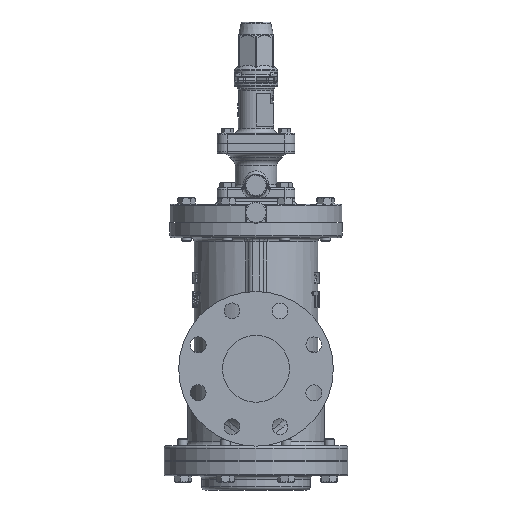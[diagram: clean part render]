
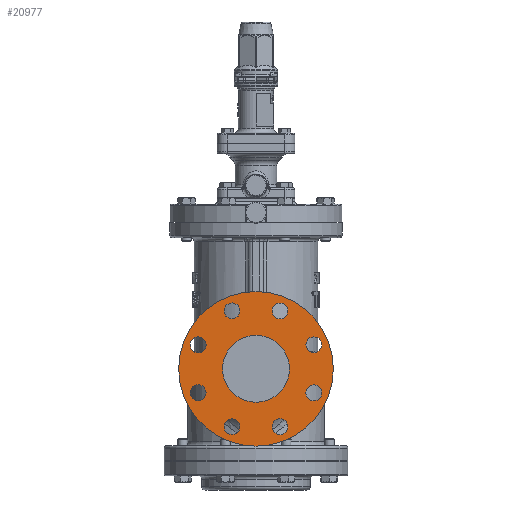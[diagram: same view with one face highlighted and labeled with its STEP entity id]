
A CAD part, left-side view. The second image highlights one B-rep face of the part: STEP entity #20977.
In plain terms, the highlighted planar face has unit normal (-1, 0, 0).
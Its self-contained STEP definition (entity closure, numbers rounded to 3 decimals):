
#769=PLANE('',#22367);
#1852=FACE_BOUND('',#3385,.T.);
#1853=FACE_BOUND('',#3386,.T.);
#1854=FACE_BOUND('',#3387,.T.);
#1855=FACE_BOUND('',#3388,.T.);
#1856=FACE_BOUND('',#3389,.T.);
#1857=FACE_BOUND('',#3390,.T.);
#1858=FACE_BOUND('',#3391,.T.);
#1859=FACE_BOUND('',#3392,.T.);
#1860=FACE_BOUND('',#3393,.T.);
#2043=FACE_OUTER_BOUND('',#3384,.T.);
#3384=EDGE_LOOP('',(#13335));
#3385=EDGE_LOOP('',(#13336));
#3386=EDGE_LOOP('',(#13337));
#3387=EDGE_LOOP('',(#13338));
#3388=EDGE_LOOP('',(#13339));
#3389=EDGE_LOOP('',(#13340));
#3390=EDGE_LOOP('',(#13341));
#3391=EDGE_LOOP('',(#13342));
#3392=EDGE_LOOP('',(#13343));
#3393=EDGE_LOOP('',(#13344));
#4829=CIRCLE('',#22303,92.5);
#4858=CIRCLE('',#22348,40.);
#4860=CIRCLE('',#22352,9.5);
#4861=CIRCLE('',#22354,9.5);
#4862=CIRCLE('',#22356,9.5);
#4863=CIRCLE('',#22358,9.5);
#4864=CIRCLE('',#22360,9.5);
#4865=CIRCLE('',#22362,9.5);
#4866=CIRCLE('',#22364,9.5);
#4867=CIRCLE('',#22366,9.5);
#8171=VERTEX_POINT('',#30741);
#8226=VERTEX_POINT('',#31277);
#8228=VERTEX_POINT('',#31284);
#8229=VERTEX_POINT('',#31288);
#8230=VERTEX_POINT('',#31292);
#8231=VERTEX_POINT('',#31296);
#8232=VERTEX_POINT('',#31300);
#8233=VERTEX_POINT('',#31304);
#8234=VERTEX_POINT('',#31308);
#8235=VERTEX_POINT('',#31312);
#10061=EDGE_CURVE('',#8171,#8171,#4829,.T.);
#10138=EDGE_CURVE('',#8226,#8226,#4858,.T.);
#10141=EDGE_CURVE('',#8228,#8228,#4860,.T.);
#10143=EDGE_CURVE('',#8229,#8229,#4861,.T.);
#10145=EDGE_CURVE('',#8230,#8230,#4862,.T.);
#10147=EDGE_CURVE('',#8231,#8231,#4863,.T.);
#10149=EDGE_CURVE('',#8232,#8232,#4864,.T.);
#10151=EDGE_CURVE('',#8233,#8233,#4865,.T.);
#10153=EDGE_CURVE('',#8234,#8234,#4866,.T.);
#10155=EDGE_CURVE('',#8235,#8235,#4867,.T.);
#13335=ORIENTED_EDGE('',*,*,#10061,.T.);
#13336=ORIENTED_EDGE('',*,*,#10138,.T.);
#13337=ORIENTED_EDGE('',*,*,#10141,.T.);
#13338=ORIENTED_EDGE('',*,*,#10143,.T.);
#13339=ORIENTED_EDGE('',*,*,#10145,.T.);
#13340=ORIENTED_EDGE('',*,*,#10147,.T.);
#13341=ORIENTED_EDGE('',*,*,#10149,.T.);
#13342=ORIENTED_EDGE('',*,*,#10151,.T.);
#13343=ORIENTED_EDGE('',*,*,#10153,.T.);
#13344=ORIENTED_EDGE('',*,*,#10155,.T.);
#20977=ADVANCED_FACE('',(#2043,#1852,#1853,#1854,#1855,#1856,#1857,#1858,
#1859,#1860),#769,.F.);
#22303=AXIS2_PLACEMENT_3D('',#30743,#24779,#24780);
#22348=AXIS2_PLACEMENT_3D('',#31278,#24883,#24884);
#22352=AXIS2_PLACEMENT_3D('',#31285,#24892,#24893);
#22354=AXIS2_PLACEMENT_3D('',#31289,#24897,#24898);
#22356=AXIS2_PLACEMENT_3D('',#31293,#24902,#24903);
#22358=AXIS2_PLACEMENT_3D('',#31297,#24907,#24908);
#22360=AXIS2_PLACEMENT_3D('',#31301,#24912,#24913);
#22362=AXIS2_PLACEMENT_3D('',#31305,#24917,#24918);
#22364=AXIS2_PLACEMENT_3D('',#31309,#24922,#24923);
#22366=AXIS2_PLACEMENT_3D('',#31313,#24927,#24928);
#22367=AXIS2_PLACEMENT_3D('',#31315,#24930,#24931);
#24779=DIRECTION('center_axis',(-1.,0.,0.));
#24780=DIRECTION('ref_axis',(0.,0.,1.));
#24883=DIRECTION('center_axis',(1.,0.,0.));
#24884=DIRECTION('ref_axis',(0.,0.,1.));
#24892=DIRECTION('center_axis',(1.,0.,0.));
#24893=DIRECTION('ref_axis',(0.,0.707,0.707));
#24897=DIRECTION('center_axis',(1.,0.,0.));
#24898=DIRECTION('ref_axis',(0.,1.,0.));
#24902=DIRECTION('center_axis',(1.,0.,0.));
#24903=DIRECTION('ref_axis',(0.,0.707,-0.707));
#24907=DIRECTION('center_axis',(1.,0.,0.));
#24908=DIRECTION('ref_axis',(0.,0.,-1.));
#24912=DIRECTION('center_axis',(1.,0.,0.));
#24913=DIRECTION('ref_axis',(0.,-0.707,-0.707));
#24917=DIRECTION('center_axis',(1.,0.,0.));
#24918=DIRECTION('ref_axis',(0.,-1.,0.));
#24922=DIRECTION('center_axis',(1.,0.,0.));
#24923=DIRECTION('ref_axis',(0.,-0.707,0.707));
#24927=DIRECTION('center_axis',(1.,0.,0.));
#24928=DIRECTION('ref_axis',(0.,0.,1.));
#24930=DIRECTION('center_axis',(1.,0.,0.));
#24931=DIRECTION('ref_axis',(0.,0.,-1.));
#30741=CARTESIAN_POINT('',(-185.,0.,-92.5));
#30743=CARTESIAN_POINT('Origin',(-185.,0.,0.));
#31277=CARTESIAN_POINT('',(-185.,0.,-40.));
#31278=CARTESIAN_POINT('Origin',(-185.,0.,0.));
#31284=CARTESIAN_POINT('',(-185.,62.573,21.984));
#31285=CARTESIAN_POINT('Origin',(-185.,69.291,28.701));
#31288=CARTESIAN_POINT('',(-185.,59.791,-28.701));
#31289=CARTESIAN_POINT('Origin',(-185.,69.291,-28.701));
#31292=CARTESIAN_POINT('',(-185.,21.984,-62.573));
#31293=CARTESIAN_POINT('Origin',(-185.,28.701,-69.291));
#31296=CARTESIAN_POINT('',(-185.,-28.701,-59.791));
#31297=CARTESIAN_POINT('Origin',(-185.,-28.701,-69.291));
#31300=CARTESIAN_POINT('',(-185.,-62.573,-21.984));
#31301=CARTESIAN_POINT('Origin',(-185.,-69.291,-28.701));
#31304=CARTESIAN_POINT('',(-185.,-59.791,28.701));
#31305=CARTESIAN_POINT('Origin',(-185.,-69.291,28.701));
#31308=CARTESIAN_POINT('',(-185.,-21.984,62.573));
#31309=CARTESIAN_POINT('Origin',(-185.,-28.701,69.291));
#31312=CARTESIAN_POINT('',(-185.,28.701,59.791));
#31313=CARTESIAN_POINT('Origin',(-185.,28.701,69.291));
#31315=CARTESIAN_POINT('Origin',(-185.,0.,92.5));
